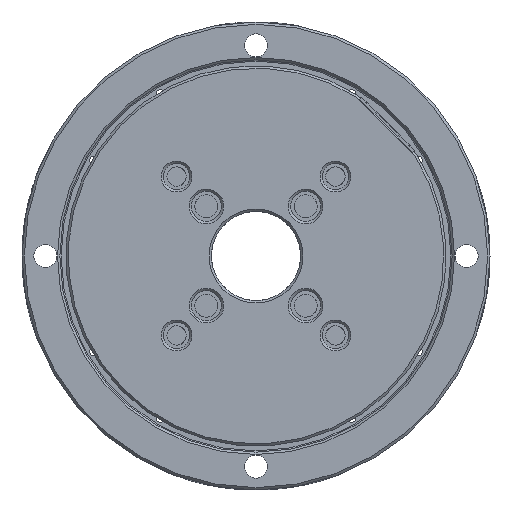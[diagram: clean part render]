
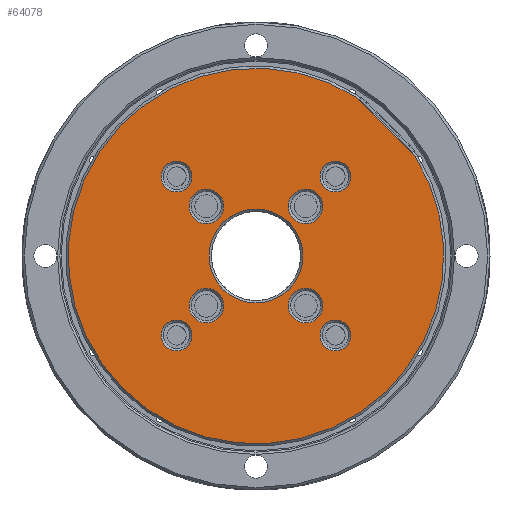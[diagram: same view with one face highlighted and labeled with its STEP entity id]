
A CAD part, front view. The second image highlights one B-rep face of the part: STEP entity #64078.
In plain terms, the highlighted planar face has unit normal (0, -1, 0).
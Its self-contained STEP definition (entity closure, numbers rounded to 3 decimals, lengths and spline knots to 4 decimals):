
#6572=PLANE('',#68031);
#10342=LINE('',#119762,#15762);
#15762=VECTOR('',#77269,0.3478);
#18452=FACE_BOUND('',#24439,.T.);
#18453=FACE_BOUND('',#24440,.T.);
#18454=FACE_BOUND('',#24441,.T.);
#18455=FACE_BOUND('',#24442,.T.);
#18456=FACE_BOUND('',#24443,.T.);
#18457=FACE_BOUND('',#24444,.T.);
#18458=FACE_BOUND('',#24445,.T.);
#18459=FACE_BOUND('',#24446,.T.);
#18460=FACE_BOUND('',#24447,.T.);
#20754=FACE_OUTER_BOUND('',#24438,.T.);
#24438=EDGE_LOOP('',(#54700,#54701));
#24439=EDGE_LOOP('',(#54702));
#24440=EDGE_LOOP('',(#54703));
#24441=EDGE_LOOP('',(#54704));
#24442=EDGE_LOOP('',(#54705));
#24443=EDGE_LOOP('',(#54706));
#24444=EDGE_LOOP('',(#54707));
#24445=EDGE_LOOP('',(#54708));
#24446=EDGE_LOOP('',(#54709));
#24447=EDGE_LOOP('',(#54710));
#27086=CIRCLE('',#67994,0.79);
#27088=CIRCLE('',#67999,0.073);
#27090=CIRCLE('',#68003,0.065);
#27092=CIRCLE('',#68007,0.065);
#27094=CIRCLE('',#68011,0.073);
#27096=CIRCLE('',#68015,0.073);
#27098=CIRCLE('',#68019,0.065);
#27100=CIRCLE('',#68023,0.073);
#27102=CIRCLE('',#68027,0.065);
#27105=CIRCLE('',#68032,0.1975);
#31209=VERTEX_POINT('',#119750);
#31210=VERTEX_POINT('',#119755);
#31212=VERTEX_POINT('',#119767);
#31214=VERTEX_POINT('',#119773);
#31216=VERTEX_POINT('',#119779);
#31218=VERTEX_POINT('',#119785);
#31220=VERTEX_POINT('',#119791);
#31222=VERTEX_POINT('',#119797);
#31224=VERTEX_POINT('',#119803);
#31226=VERTEX_POINT('',#119809);
#31229=VERTEX_POINT('',#119817);
#39434=EDGE_CURVE('',#31209,#31210,#27086,.T.);
#39436=EDGE_CURVE('',#31210,#31209,#10342,.T.);
#39438=EDGE_CURVE('',#31212,#31212,#27088,.T.);
#39440=EDGE_CURVE('',#31214,#31214,#27090,.T.);
#39442=EDGE_CURVE('',#31216,#31216,#27092,.T.);
#39444=EDGE_CURVE('',#31218,#31218,#27094,.T.);
#39446=EDGE_CURVE('',#31220,#31220,#27096,.T.);
#39448=EDGE_CURVE('',#31222,#31222,#27098,.T.);
#39450=EDGE_CURVE('',#31224,#31224,#27100,.T.);
#39452=EDGE_CURVE('',#31226,#31226,#27102,.T.);
#39455=EDGE_CURVE('',#31229,#31229,#27105,.T.);
#54700=ORIENTED_EDGE('',*,*,#39436,.F.);
#54701=ORIENTED_EDGE('',*,*,#39434,.F.);
#54702=ORIENTED_EDGE('',*,*,#39452,.F.);
#54703=ORIENTED_EDGE('',*,*,#39448,.F.);
#54704=ORIENTED_EDGE('',*,*,#39444,.F.);
#54705=ORIENTED_EDGE('',*,*,#39440,.F.);
#54706=ORIENTED_EDGE('',*,*,#39438,.F.);
#54707=ORIENTED_EDGE('',*,*,#39442,.F.);
#54708=ORIENTED_EDGE('',*,*,#39446,.F.);
#54709=ORIENTED_EDGE('',*,*,#39450,.F.);
#54710=ORIENTED_EDGE('',*,*,#39455,.F.);
#64078=ADVANCED_FACE('',(#20754,#18452,#18453,#18454,#18455,#18456,#18457,
#18458,#18459,#18460),#6572,.T.);
#67994=AXIS2_PLACEMENT_3D('',#119756,#77265,#77266);
#67999=AXIS2_PLACEMENT_3D('',#119768,#77276,#77277);
#68003=AXIS2_PLACEMENT_3D('',#119774,#77284,#77285);
#68007=AXIS2_PLACEMENT_3D('',#119780,#77292,#77293);
#68011=AXIS2_PLACEMENT_3D('',#119786,#77300,#77301);
#68015=AXIS2_PLACEMENT_3D('',#119792,#77308,#77309);
#68019=AXIS2_PLACEMENT_3D('',#119798,#77316,#77317);
#68023=AXIS2_PLACEMENT_3D('',#119804,#77324,#77325);
#68027=AXIS2_PLACEMENT_3D('',#119810,#77332,#77333);
#68031=AXIS2_PLACEMENT_3D('',#119816,#77340,#77341);
#68032=AXIS2_PLACEMENT_3D('',#119818,#77342,#77343);
#77265=DIRECTION('center_axis',(0.,1.,0.));
#77266=DIRECTION('ref_axis',(-0.707,0.,-0.707));
#77269=DIRECTION('',(0.707,0.,-0.707));
#77276=DIRECTION('center_axis',(0.,-1.,0.));
#77277=DIRECTION('ref_axis',(-0.707,0.,0.707));
#77284=DIRECTION('center_axis',(0.,-1.,0.));
#77285=DIRECTION('ref_axis',(0.707,0.,-0.707));
#77292=DIRECTION('center_axis',(0.,-1.,0.));
#77293=DIRECTION('ref_axis',(0.707,0.,-0.707));
#77300=DIRECTION('center_axis',(0.,-1.,0.));
#77301=DIRECTION('ref_axis',(-0.707,0.,0.707));
#77308=DIRECTION('center_axis',(0.,-1.,0.));
#77309=DIRECTION('ref_axis',(-0.707,0.,0.707));
#77316=DIRECTION('center_axis',(0.,-1.,0.));
#77317=DIRECTION('ref_axis',(0.707,0.,-0.707));
#77324=DIRECTION('center_axis',(0.,-1.,0.));
#77325=DIRECTION('ref_axis',(-0.707,0.,0.707));
#77332=DIRECTION('center_axis',(0.,-1.,0.));
#77333=DIRECTION('ref_axis',(0.707,0.,-0.707));
#77340=DIRECTION('center_axis',(0.,-1.,0.));
#77341=DIRECTION('ref_axis',(0.707,0.,-0.707));
#77342=DIRECTION('center_axis',(0.,-1.,0.));
#77343=DIRECTION('ref_axis',(-0.707,0.,-0.707));
#119750=CARTESIAN_POINT('',(0.6679,-0.2187,0.422));
#119755=CARTESIAN_POINT('',(0.422,-0.2187,0.6679));
#119756=CARTESIAN_POINT('Origin',(0.,-0.2187,0.));
#119762=CARTESIAN_POINT('',(0.483,-0.2187,0.6068));
#119767=CARTESIAN_POINT('',(0.2606,-0.2187,0.1573));
#119768=CARTESIAN_POINT('Origin',(0.209,-0.2187,
0.209));
#119773=CARTESIAN_POINT('',(0.2881,-0.2187,0.38));
#119774=CARTESIAN_POINT('Origin',(0.3341,-0.2187,
0.3341));
#119779=CARTESIAN_POINT('',(-0.38,-0.2187,0.38));
#119780=CARTESIAN_POINT('Origin',(-0.3341,-0.2187,0.3341));
#119785=CARTESIAN_POINT('',(-0.1573,-0.2187,0.1573));
#119786=CARTESIAN_POINT('Origin',(-0.209,-0.2187,0.209));
#119791=CARTESIAN_POINT('',(0.2606,-0.2187,-0.2606));
#119792=CARTESIAN_POINT('Origin',(0.209,-0.2187,
-0.209));
#119797=CARTESIAN_POINT('',(0.2881,-0.2187,-0.2881));
#119798=CARTESIAN_POINT('Origin',(0.3341,-0.2187,
-0.3341));
#119803=CARTESIAN_POINT('',(-0.1573,-0.2187,-0.2606));
#119804=CARTESIAN_POINT('Origin',(-0.209,-0.2187,-0.209));
#119809=CARTESIAN_POINT('',(-0.38,-0.2187,-0.2881));
#119810=CARTESIAN_POINT('Origin',(-0.3341,-0.2187,-0.3341));
#119816=CARTESIAN_POINT('Origin',(0.1326,-0.2187,0.1326));
#119817=CARTESIAN_POINT('',(0.1397,-0.2187,0.1397));
#119818=CARTESIAN_POINT('Origin',(0.,-0.2187,0.));
